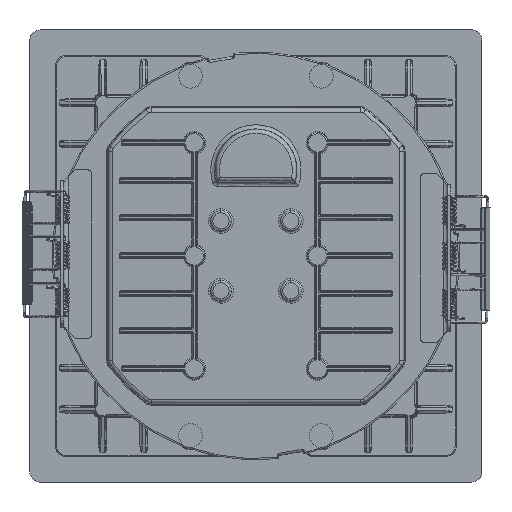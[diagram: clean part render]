
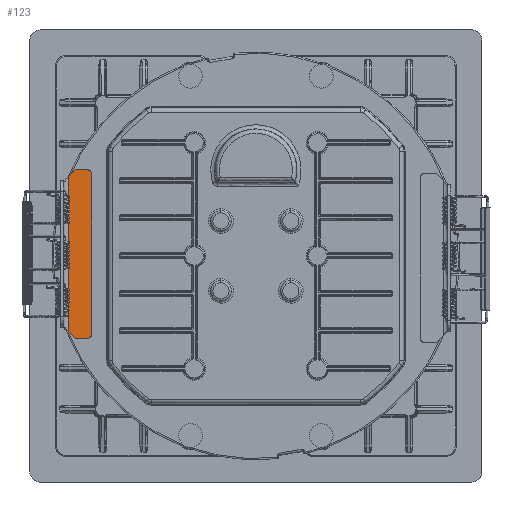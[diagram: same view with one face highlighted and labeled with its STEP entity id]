
A CAD part, top view. The second image highlights one B-rep face of the part: STEP entity #123.
In plain terms, the highlighted planar face has unit normal (0, 0, 1).
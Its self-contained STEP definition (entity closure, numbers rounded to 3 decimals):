
#123=ADVANCED_FACE('',(#3577),#51742,.T.);
#3577=FACE_OUTER_BOUND('',#6985,.T.);
#6985=EDGE_LOOP('',(#10884,#10885,#10886,#10887,#10888,#10889,#10890,#10891));
#10884=ORIENTED_EDGE('',*,*,#27349,.T.);
#10885=ORIENTED_EDGE('',*,*,#27407,.F.);
#10886=ORIENTED_EDGE('',*,*,#27352,.T.);
#10887=ORIENTED_EDGE('',*,*,#27409,.F.);
#10888=ORIENTED_EDGE('',*,*,#27350,.T.);
#10889=ORIENTED_EDGE('',*,*,#27342,.T.);
#10890=ORIENTED_EDGE('',*,*,#27355,.F.);
#10891=ORIENTED_EDGE('',*,*,#27336,.T.);
#27336=EDGE_CURVE('',#44038,#44039,#41418,.T.);
#27342=EDGE_CURVE('',#44045,#44044,#41424,.T.);
#27349=EDGE_CURVE('',#44039,#44050,#41431,.T.);
#27350=EDGE_CURVE('',#44051,#44045,#41432,.T.);
#27352=EDGE_CURVE('',#44052,#44053,#41434,.T.);
#27355=EDGE_CURVE('',#44038,#44044,#41437,.T.);
#27407=EDGE_CURVE('',#44052,#44050,#35475,.T.);
#27409=EDGE_CURVE('',#44051,#44053,#35477,.T.);
#35475=(
BOUNDED_CURVE()
B_SPLINE_CURVE(2,(#55110,#55111,#55112),.UNSPECIFIED.,.F.,.F.)
B_SPLINE_CURVE_WITH_KNOTS((3,3),(-3.142,0.),.UNSPECIFIED.)
CURVE()
GEOMETRIC_REPRESENTATION_ITEM()
RATIONAL_B_SPLINE_CURVE((1.,0.707,1.))
REPRESENTATION_ITEM('')
);
#35477=(
BOUNDED_CURVE()
B_SPLINE_CURVE(2,(#55116,#55117,#55118),.UNSPECIFIED.,.F.,.F.)
B_SPLINE_CURVE_WITH_KNOTS((3,3),(-3.142,0.),.UNSPECIFIED.)
CURVE()
GEOMETRIC_REPRESENTATION_ITEM()
RATIONAL_B_SPLINE_CURVE((1.,0.707,1.))
REPRESENTATION_ITEM('')
);
#41418=B_SPLINE_CURVE_WITH_KNOTS('',1,(#54947,#54948),.UNSPECIFIED.,.F.,
 .F.,(2,2),(0.,4.95),.UNSPECIFIED.);
#41424=B_SPLINE_CURVE_WITH_KNOTS('',1,(#54959,#54960),.UNSPECIFIED.,.F.,
 .F.,(2,2),(0.,4.95),.UNSPECIFIED.);
#41431=B_SPLINE_CURVE_WITH_KNOTS('',1,(#54973,#54974),.UNSPECIFIED.,.F.,
 .F.,(2,2),(-6.,0.),.UNSPECIFIED.);
#41432=B_SPLINE_CURVE_WITH_KNOTS('',1,(#54975,#54976),.UNSPECIFIED.,.F.,
 .F.,(2,2),(-6.,0.),.UNSPECIFIED.);
#41434=B_SPLINE_CURVE_WITH_KNOTS('',1,(#54979,#54980),.UNSPECIFIED.,.F.,
 .F.,(2,2),(-78.,0.),.UNSPECIFIED.);
#41437=B_SPLINE_CURVE_WITH_KNOTS('',1,(#54985,#54986),.UNSPECIFIED.,.F.,
 .F.,(2,2),(0.,75.),.UNSPECIFIED.);
#44038=VERTEX_POINT('',#54759);
#44039=VERTEX_POINT('',#54760);
#44044=VERTEX_POINT('',#54765);
#44045=VERTEX_POINT('',#54766);
#44050=VERTEX_POINT('',#54771);
#44051=VERTEX_POINT('',#54772);
#44052=VERTEX_POINT('',#54773);
#44053=VERTEX_POINT('',#54774);
#51742=PLANE('',#52335);
#52335=AXIS2_PLACEMENT_3D('',#54266,#52844,$);
#52844=DIRECTION('',(0.,0.,1.));
#54266=CARTESIAN_POINT('',(-93.177,59.751,-5.231));
#54759=CARTESIAN_POINT('',(-91.418,-27.558,-5.231));
#54760=CARTESIAN_POINT('',(-87.918,-31.058,-5.231));
#54765=CARTESIAN_POINT('',(-91.418,47.442,-5.231));
#54766=CARTESIAN_POINT('',(-87.918,50.942,-5.231));
#54771=CARTESIAN_POINT('',(-81.918,-31.058,-5.231));
#54772=CARTESIAN_POINT('',(-81.918,50.942,-5.231));
#54773=CARTESIAN_POINT('',(-79.918,-29.058,-5.231));
#54774=CARTESIAN_POINT('',(-79.918,48.942,-5.231));
#54947=CARTESIAN_POINT('',(-91.418,-27.558,-5.231));
#54948=CARTESIAN_POINT('',(-87.918,-31.058,-5.231));
#54959=CARTESIAN_POINT('',(-87.918,50.942,-5.231));
#54960=CARTESIAN_POINT('',(-91.418,47.442,-5.231));
#54973=CARTESIAN_POINT('',(-87.918,-31.058,-5.231));
#54974=CARTESIAN_POINT('',(-81.918,-31.058,-5.231));
#54975=CARTESIAN_POINT('',(-81.918,50.942,-5.231));
#54976=CARTESIAN_POINT('',(-87.918,50.942,-5.231));
#54979=CARTESIAN_POINT('',(-79.918,-29.058,-5.231));
#54980=CARTESIAN_POINT('',(-79.918,48.942,-5.231));
#54985=CARTESIAN_POINT('',(-91.418,-27.558,-5.231));
#54986=CARTESIAN_POINT('',(-91.418,47.442,-5.231));
#55110=CARTESIAN_POINT('',(-79.918,-29.058,-5.231));
#55111=CARTESIAN_POINT('',(-79.918,-31.058,-5.231));
#55112=CARTESIAN_POINT('',(-81.918,-31.058,-5.231));
#55116=CARTESIAN_POINT('',(-81.918,50.942,-5.231));
#55117=CARTESIAN_POINT('',(-79.918,50.942,-5.231));
#55118=CARTESIAN_POINT('',(-79.918,48.942,-5.231));
